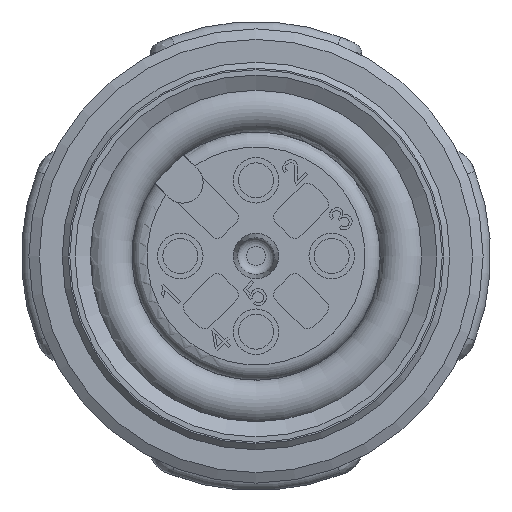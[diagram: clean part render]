
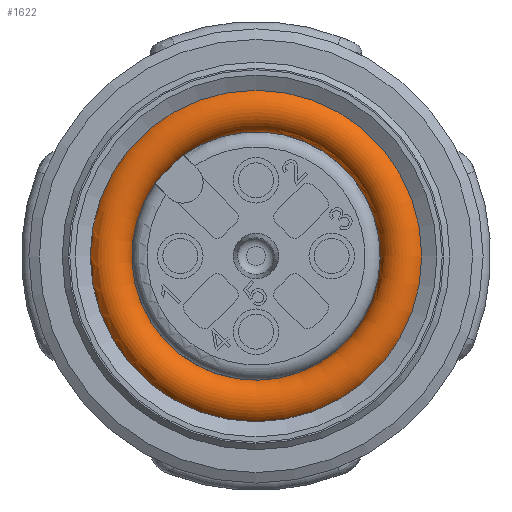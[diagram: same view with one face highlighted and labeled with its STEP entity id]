
A CAD part, left-side view. The second image highlights one B-rep face of the part: STEP entity #1622.
In plain terms, the highlighted toroidal (fillet/blend) face has major radius 4.845 mm and minor radius 0.75 mm.
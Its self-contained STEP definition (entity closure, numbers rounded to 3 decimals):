
#218=TOROIDAL_SURFACE('',#5831,4.845,0.75);
#267=B_SPLINE_CURVE_WITH_KNOTS('',3,(#7941,#7942,#7943,#7944,#7945,#7946),
 .UNSPECIFIED.,.F.,.F.,(4,2,4),(0.,0.41,1.),.UNSPECIFIED.);
#268=B_SPLINE_CURVE_WITH_KNOTS('',3,(#7950,#7951,#7952,#7953,#7954,#7955),
 .UNSPECIFIED.,.F.,.F.,(4,2,4),(0.,0.444,1.),.UNSPECIFIED.);
#1622=ADVANCED_FACE('',(#2070,#2071,#2072),#218,.T.);
#2070=FACE_BOUND('',#2198,.T.);
#2071=FACE_BOUND('',#2199,.T.);
#2072=FACE_BOUND('',#2200,.T.);
#2198=EDGE_LOOP('',(#2691,#2692,#2693,#2694));
#2199=EDGE_LOOP('',(#2695));
#2200=EDGE_LOOP('',(#2696));
#2691=ORIENTED_EDGE('',*,*,#4752,.F.);
#2692=ORIENTED_EDGE('',*,*,#4753,.T.);
#2693=ORIENTED_EDGE('',*,*,#4754,.F.);
#2694=ORIENTED_EDGE('',*,*,#4755,.T.);
#2695=ORIENTED_EDGE('',*,*,#4756,.F.);
#2696=ORIENTED_EDGE('',*,*,#4699,.T.);
#4180=VERTEX_POINT('',#7785);
#4215=VERTEX_POINT('',#7939);
#4216=VERTEX_POINT('',#7940);
#4217=VERTEX_POINT('',#7947);
#4218=VERTEX_POINT('',#7949);
#4219=VERTEX_POINT('',#7957);
#4699=EDGE_CURVE('',#4180,#4180,#5501,.T.);
#4752=EDGE_CURVE('',#4215,#4216,#5524,.T.);
#4753=EDGE_CURVE('',#4215,#4217,#267,.T.);
#4754=EDGE_CURVE('',#4218,#4217,#5525,.T.);
#4755=EDGE_CURVE('',#4218,#4216,#268,.T.);
#4756=EDGE_CURVE('',#4219,#4219,#5526,.T.);
#5501=CIRCLE('',#5775,5.475);
#5524=CIRCLE('',#5828,4.1);
#5525=CIRCLE('',#5829,4.1);
#5526=CIRCLE('',#5830,4.723);
#5775=AXIS2_PLACEMENT_3D('',#7784,#6342,#6343);
#5828=AXIS2_PLACEMENT_3D('',#7938,#6466,#6467);
#5829=AXIS2_PLACEMENT_3D('',#7948,#6468,#6469);
#5830=AXIS2_PLACEMENT_3D('',#7956,#6470,#6471);
#5831=AXIS2_PLACEMENT_3D('',#7958,#6472,#6473);
#6342=DIRECTION('',(-1.,0.,0.));
#6343=DIRECTION('',(0.,0.,-1.));
#6466=DIRECTION('',(1.,0.,0.));
#6467=DIRECTION('',(0.,0.,1.));
#6468=DIRECTION('',(-1.,0.,0.));
#6469=DIRECTION('',(0.,0.,-1.));
#6470=DIRECTION('',(-1.,0.,0.));
#6471=DIRECTION('',(0.,0.,-1.));
#6472=DIRECTION('',(1.,0.,0.));
#6473=DIRECTION('',(0.,0.,1.));
#7784=CARTESIAN_POINT('',(-15.948,-22.571,10.881));
#7785=CARTESIAN_POINT('',(-15.948,-22.571,5.406));
#7938=CARTESIAN_POINT('',(-15.455,-22.571,10.881));
#7939=CARTESIAN_POINT('',(-15.455,-20.188,14.218));
#7940=CARTESIAN_POINT('',(-15.455,-19.234,13.263));
#7941=CARTESIAN_POINT('',(-15.455,-20.188,14.218));
#7942=CARTESIAN_POINT('',(-15.478,-20.19,14.216));
#7943=CARTESIAN_POINT('',(-15.502,-20.191,14.215));
#7944=CARTESIAN_POINT('',(-15.56,-20.192,14.214));
#7945=CARTESIAN_POINT('',(-15.594,-20.191,14.215));
#7946=CARTESIAN_POINT('',(-15.628,-20.188,14.218));
#7947=CARTESIAN_POINT('',(-15.628,-20.188,14.218));
#7948=CARTESIAN_POINT('',(-15.628,-22.571,10.881));
#7949=CARTESIAN_POINT('',(-15.628,-19.234,13.263));
#7950=CARTESIAN_POINT('',(-15.628,-19.234,13.263));
#7951=CARTESIAN_POINT('',(-15.602,-19.236,13.261));
#7952=CARTESIAN_POINT('',(-15.577,-19.237,13.26));
#7953=CARTESIAN_POINT('',(-15.519,-19.238,13.26));
#7954=CARTESIAN_POINT('',(-15.487,-19.236,13.261));
#7955=CARTESIAN_POINT('',(-15.455,-19.234,13.263));
#7956=CARTESIAN_POINT('',(-14.801,-22.571,10.881));
#7957=CARTESIAN_POINT('',(-14.801,-22.571,6.158));
#7958=CARTESIAN_POINT('',(-15.541,-22.571,10.881));
